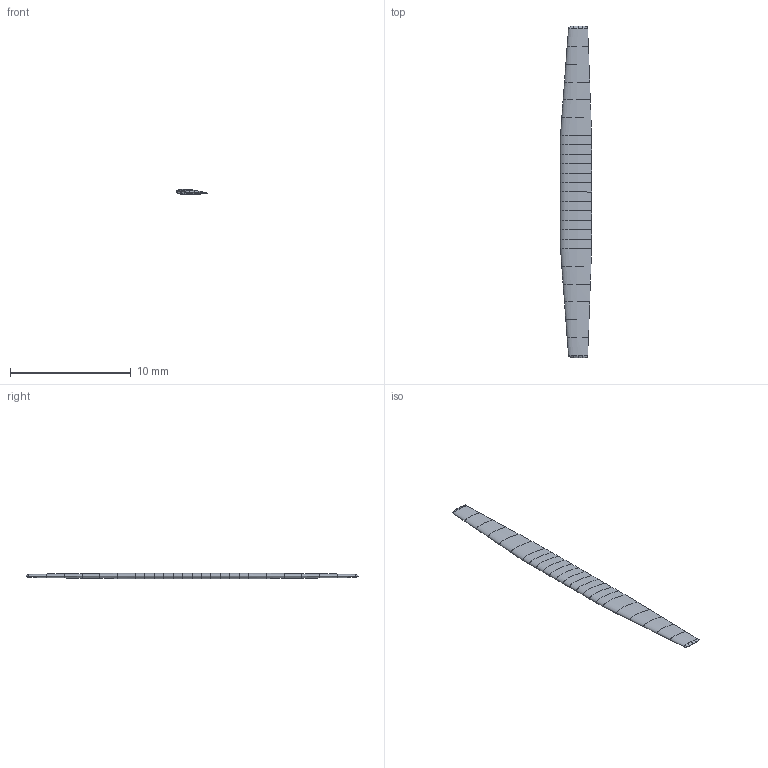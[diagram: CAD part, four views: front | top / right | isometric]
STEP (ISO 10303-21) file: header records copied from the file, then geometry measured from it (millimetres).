
FILE_DESCRIPTION(('Open CASCADE Model'),'2;1');
FILE_NAME('Open CASCADE Shape Model','2018-02-07T15:48:56',('Author'),( 'Open CASCADE'),'Open CASCADE STEP processor 7.0','Open CASCADE 7.0' ,'Unknown');
FILE_SCHEMA(('AUTOMOTIVE_DESIGN { 1 0 10303 214 1 1 1 1 }'));
Length unit declared in the file: millimetre
Products named in the file (1): Open CASCADE STEP translator 7.0 1
Bounding box: 2.58 x 27.54 x 0.47 mm (x, y, z)
Volume: 13.7 mm3; surface area: 128.4 mm2
Topology: 1 solids, 1 shells, 94 faces, 170 edges, 78 vertices
Faces by surface type: plane 48, bspline 46
Entity records: 8579 total; most frequent: CARTESIAN_POINT 5562, DIRECTION 372, ORIENTED_EDGE 340, PCURVE 340, DEFINITIONAL_REPRESENTATION 340, LINE 274, VECTOR 274, B_SPLINE_CURVE_WITH_KNOTS 228
